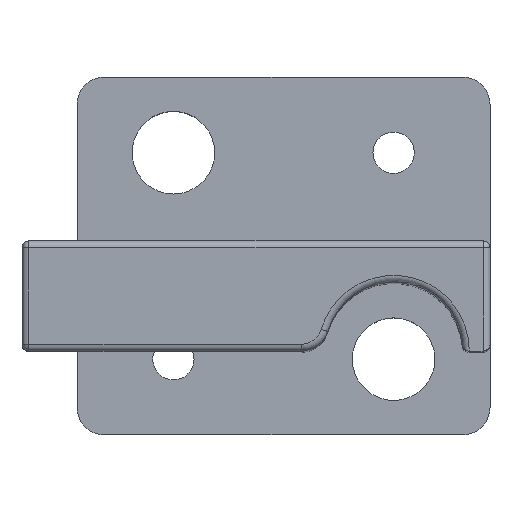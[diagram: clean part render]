
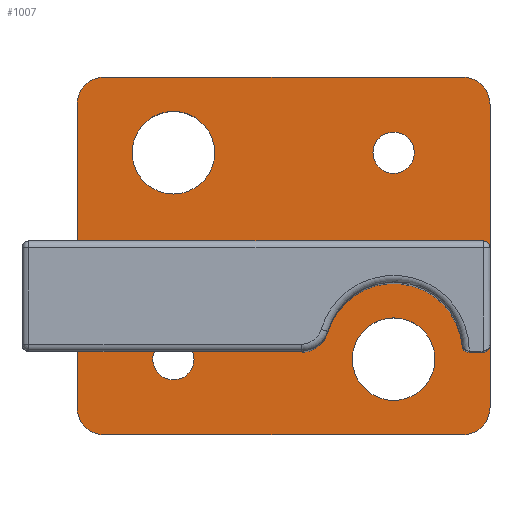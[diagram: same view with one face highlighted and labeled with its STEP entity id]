
A CAD part, top view. The second image highlights one B-rep face of the part: STEP entity #1007.
In plain terms, the highlighted planar face has unit normal (0, 0, 1).
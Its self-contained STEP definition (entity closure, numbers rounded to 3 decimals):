
#28=ELLIPSE('',#1109,0.593,0.5);
#40=FACE_BOUND('',#352,.T.);
#41=FACE_BOUND('',#353,.T.);
#42=FACE_BOUND('',#354,.T.);
#43=FACE_BOUND('',#355,.T.);
#59=PLANE('',#1121);
#70=B_SPLINE_CURVE_WITH_KNOTS('',3,(#1612,#1613,#1614,#1615,#1616,#1617,
#1618,#1619,#1620,#1621),.UNSPECIFIED.,.F.,.F.,(4,2,2,2,4),(0.,
0.,0.023,0.046,0.072),
 .UNSPECIFIED.);
#99=LINE('',#1629,#168);
#120=LINE('',#1715,#189);
#123=LINE('',#1721,#192);
#125=LINE('',#1748,#194);
#127=LINE('',#1751,#196);
#128=LINE('',#1753,#197);
#129=LINE('',#1757,#198);
#130=LINE('',#1761,#199);
#131=LINE('',#1765,#200);
#132=LINE('',#1768,#201);
#168=VECTOR('',#1233,10.);
#189=VECTOR('',#1340,10.);
#192=VECTOR('',#1347,10.);
#194=VECTOR('',#1357,10.);
#196=VECTOR('',#1361,10.);
#197=VECTOR('',#1362,10.);
#198=VECTOR('',#1365,10.);
#199=VECTOR('',#1368,10.);
#200=VECTOR('',#1371,10.);
#201=VECTOR('',#1374,10.);
#288=FACE_OUTER_BOUND('',#351,.T.);
#351=EDGE_LOOP('',(#834,#835,#836,#837,#838,#839,#840,#841,#842,#843,#844,
#845,#846,#847,#848,#849,#850,#851,#852,#853,#854,#855));
#352=EDGE_LOOP('',(#856));
#353=EDGE_LOOP('',(#857));
#354=EDGE_LOOP('',(#858));
#355=EDGE_LOOP('',(#859));
#390=CIRCLE('',#1050,2.);
#398=CIRCLE('',#1063,5.);
#401=CIRCLE('',#1073,0.5);
#402=CIRCLE('',#1075,0.5);
#406=CIRCLE('',#1082,0.5);
#407=CIRCLE('',#1085,0.5);
#419=CIRCLE('',#1122,2.);
#420=CIRCLE('',#1123,2.);
#421=CIRCLE('',#1124,2.);
#422=CIRCLE('',#1125,2.);
#423=CIRCLE('',#1126,3.);
#424=CIRCLE('',#1127,1.5);
#425=CIRCLE('',#1128,1.5);
#426=CIRCLE('',#1129,3.);
#443=VERTEX_POINT('',#1472);
#444=VERTEX_POINT('',#1474);
#458=VERTEX_POINT('',#1529);
#465=VERTEX_POINT('',#1610);
#466=VERTEX_POINT('',#1611);
#468=VERTEX_POINT('',#1627);
#469=VERTEX_POINT('',#1631);
#470=VERTEX_POINT('',#1635);
#471=VERTEX_POINT('',#1637);
#475=VERTEX_POINT('',#1649);
#476=VERTEX_POINT('',#1650);
#478=VERTEX_POINT('',#1657);
#490=VERTEX_POINT('',#1701);
#491=VERTEX_POINT('',#1719);
#497=VERTEX_POINT('',#1752);
#498=VERTEX_POINT('',#1754);
#499=VERTEX_POINT('',#1756);
#500=VERTEX_POINT('',#1758);
#501=VERTEX_POINT('',#1760);
#502=VERTEX_POINT('',#1762);
#503=VERTEX_POINT('',#1764);
#504=VERTEX_POINT('',#1766);
#505=VERTEX_POINT('',#1769);
#506=VERTEX_POINT('',#1771);
#507=VERTEX_POINT('',#1773);
#508=VERTEX_POINT('',#1775);
#533=EDGE_CURVE('',#444,#443,#390,.T.);
#553=EDGE_CURVE('',#458,#444,#398,.T.);
#562=EDGE_CURVE('',#465,#466,#70,.F.);
#567=EDGE_CURVE('',#465,#468,#99,.T.);
#568=EDGE_CURVE('',#458,#469,#401,.F.);
#571=EDGE_CURVE('',#470,#471,#402,.F.);
#577=EDGE_CURVE('',#475,#476,#406,.F.);
#582=EDGE_CURVE('',#478,#443,#407,.F.);
#604=EDGE_CURVE('',#490,#468,#28,.F.);
#611=EDGE_CURVE('',#470,#469,#120,.T.);
#614=EDGE_CURVE('',#478,#491,#123,.T.);
#621=EDGE_CURVE('',#466,#491,#125,.T.);
#623=EDGE_CURVE('',#490,#476,#127,.T.);
#624=EDGE_CURVE('',#475,#497,#128,.T.);
#625=EDGE_CURVE('',#498,#497,#419,.T.);
#626=EDGE_CURVE('',#498,#499,#129,.T.);
#627=EDGE_CURVE('',#500,#499,#420,.T.);
#628=EDGE_CURVE('',#500,#501,#130,.T.);
#629=EDGE_CURVE('',#502,#501,#421,.T.);
#630=EDGE_CURVE('',#502,#503,#131,.T.);
#631=EDGE_CURVE('',#504,#503,#422,.T.);
#632=EDGE_CURVE('',#504,#471,#132,.T.);
#633=EDGE_CURVE('',#505,#505,#423,.T.);
#634=EDGE_CURVE('',#506,#506,#424,.T.);
#635=EDGE_CURVE('',#507,#507,#425,.T.);
#636=EDGE_CURVE('',#508,#508,#426,.T.);
#834=ORIENTED_EDGE('',*,*,#562,.F.);
#835=ORIENTED_EDGE('',*,*,#567,.T.);
#836=ORIENTED_EDGE('',*,*,#604,.F.);
#837=ORIENTED_EDGE('',*,*,#623,.T.);
#838=ORIENTED_EDGE('',*,*,#577,.F.);
#839=ORIENTED_EDGE('',*,*,#624,.T.);
#840=ORIENTED_EDGE('',*,*,#625,.F.);
#841=ORIENTED_EDGE('',*,*,#626,.T.);
#842=ORIENTED_EDGE('',*,*,#627,.F.);
#843=ORIENTED_EDGE('',*,*,#628,.T.);
#844=ORIENTED_EDGE('',*,*,#629,.F.);
#845=ORIENTED_EDGE('',*,*,#630,.T.);
#846=ORIENTED_EDGE('',*,*,#631,.F.);
#847=ORIENTED_EDGE('',*,*,#632,.T.);
#848=ORIENTED_EDGE('',*,*,#571,.F.);
#849=ORIENTED_EDGE('',*,*,#611,.T.);
#850=ORIENTED_EDGE('',*,*,#568,.F.);
#851=ORIENTED_EDGE('',*,*,#553,.T.);
#852=ORIENTED_EDGE('',*,*,#533,.T.);
#853=ORIENTED_EDGE('',*,*,#582,.F.);
#854=ORIENTED_EDGE('',*,*,#614,.T.);
#855=ORIENTED_EDGE('',*,*,#621,.F.);
#856=ORIENTED_EDGE('',*,*,#633,.T.);
#857=ORIENTED_EDGE('',*,*,#634,.T.);
#858=ORIENTED_EDGE('',*,*,#635,.T.);
#859=ORIENTED_EDGE('',*,*,#636,.T.);
#1007=ADVANCED_FACE('',(#288,#40,#41,#42,#43),#59,.T.);
#1050=AXIS2_PLACEMENT_3D('',#1475,#1174,#1175);
#1063=AXIS2_PLACEMENT_3D('',#1530,#1210,#1211);
#1073=AXIS2_PLACEMENT_3D('',#1632,#1236,#1237);
#1075=AXIS2_PLACEMENT_3D('',#1638,#1242,#1243);
#1082=AXIS2_PLACEMENT_3D('',#1651,#1257,#1258);
#1085=AXIS2_PLACEMENT_3D('',#1659,#1266,#1267);
#1109=AXIS2_PLACEMENT_3D('',#1703,#1322,#1323);
#1121=AXIS2_PLACEMENT_3D('',#1750,#1359,#1360);
#1122=AXIS2_PLACEMENT_3D('',#1755,#1363,#1364);
#1123=AXIS2_PLACEMENT_3D('',#1759,#1366,#1367);
#1124=AXIS2_PLACEMENT_3D('',#1763,#1369,#1370);
#1125=AXIS2_PLACEMENT_3D('',#1767,#1372,#1373);
#1126=AXIS2_PLACEMENT_3D('',#1770,#1375,#1376);
#1127=AXIS2_PLACEMENT_3D('',#1772,#1377,#1378);
#1128=AXIS2_PLACEMENT_3D('',#1774,#1379,#1380);
#1129=AXIS2_PLACEMENT_3D('',#1776,#1381,#1382);
#1174=DIRECTION('center_axis',(0.,0.,-1.));
#1175=DIRECTION('ref_axis',(0.598,-0.802,0.));
#1210=DIRECTION('center_axis',(0.,0.,1.));
#1211=DIRECTION('ref_axis',(-1.,0.,0.));
#1233=DIRECTION('',(0.,1.,0.));
#1236=DIRECTION('center_axis',(0.,0.,-1.));
#1237=DIRECTION('ref_axis',(-0.674,-0.739,0.));
#1242=DIRECTION('center_axis',(0.,0.,-1.));
#1243=DIRECTION('ref_axis',(0.707,-0.707,0.));
#1257=DIRECTION('center_axis',(0.,0.,-1.));
#1258=DIRECTION('ref_axis',(0.707,0.707,0.));
#1266=DIRECTION('center_axis',(0.,0.,-1.));
#1267=DIRECTION('ref_axis',(-0.707,-0.707,0.));
#1322=DIRECTION('center_axis',(0.,0.,-1.));
#1323=DIRECTION('ref_axis',(-1.,0.,0.));
#1340=DIRECTION('',(-1.,0.,0.));
#1347=DIRECTION('',(0.,1.,0.));
#1357=DIRECTION('',(1.,0.,0.));
#1359=DIRECTION('center_axis',(0.,0.,1.));
#1360=DIRECTION('ref_axis',(1.,0.,0.));
#1361=DIRECTION('',(1.,0.,0.));
#1362=DIRECTION('',(0.,1.,0.));
#1363=DIRECTION('center_axis',(0.,0.,-1.));
#1364=DIRECTION('ref_axis',(0.707,0.707,0.));
#1365=DIRECTION('',(-1.,0.,0.));
#1366=DIRECTION('center_axis',(0.,0.,-1.));
#1367=DIRECTION('ref_axis',(-0.707,0.707,0.));
#1368=DIRECTION('',(0.,-1.,0.));
#1369=DIRECTION('center_axis',(0.,0.,-1.));
#1370=DIRECTION('ref_axis',(-0.707,-0.707,0.));
#1371=DIRECTION('',(1.,0.,0.));
#1372=DIRECTION('center_axis',(0.,0.,-1.));
#1373=DIRECTION('ref_axis',(0.707,-0.707,0.));
#1374=DIRECTION('',(0.,1.,0.));
#1375=DIRECTION('center_axis',(0.,0.,-1.));
#1376=DIRECTION('ref_axis',(1.,0.,0.));
#1377=DIRECTION('center_axis',(0.,0.,-1.));
#1378=DIRECTION('ref_axis',(1.,0.,0.));
#1379=DIRECTION('center_axis',(0.,0.,-1.));
#1380=DIRECTION('ref_axis',(1.,0.,0.));
#1381=DIRECTION('center_axis',(0.,0.,-1.));
#1382=DIRECTION('ref_axis',(1.,0.,0.));
#1472=CARTESIAN_POINT('',(1.431,-6.995,4.));
#1474=CARTESIAN_POINT('',(3.208,-5.571,4.));
#1475=CARTESIAN_POINT('Origin',(1.292,-5.,4.));
#1529=CARTESIAN_POINT('',(12.979,-6.545,4.));
#1530=CARTESIAN_POINT('Origin',(8.,-7.,4.));
#1610=CARTESIAN_POINT('',(-12.093,-3.861,4.));
#1611=CARTESIAN_POINT('',(-11.819,-4.5,4.));
#1612=CARTESIAN_POINT('Ctrl Pts',(-11.819,-4.5,4.));
#1613=CARTESIAN_POINT('Ctrl Pts',(-11.82,-4.499,4.));
#1614=CARTESIAN_POINT('Ctrl Pts',(-11.821,-4.498,4.));
#1615=CARTESIAN_POINT('Ctrl Pts',(-11.875,-4.444,4.));
#1616=CARTESIAN_POINT('Ctrl Pts',(-11.922,-4.386,4.));
#1617=CARTESIAN_POINT('Ctrl Pts',(-12.002,-4.256,4.));
#1618=CARTESIAN_POINT('Ctrl Pts',(-12.033,-4.186,4.));
#1619=CARTESIAN_POINT('Ctrl Pts',(-12.08,-4.031,4.));
#1620=CARTESIAN_POINT('Ctrl Pts',(-12.093,-3.946,4.));
#1621=CARTESIAN_POINT('Ctrl Pts',(-12.093,-3.861,4.));
#1627=CARTESIAN_POINT('',(-12.093,0.5,4.));
#1629=CARTESIAN_POINT('',(-12.093,-2.,4.));
#1631=CARTESIAN_POINT('',(13.477,-7.,4.));
#1632=CARTESIAN_POINT('Origin',(13.477,-6.5,4.));
#1635=CARTESIAN_POINT('',(14.5,-7.,4.));
#1637=CARTESIAN_POINT('',(15.,-6.5,4.));
#1638=CARTESIAN_POINT('Origin',(14.5,-6.5,4.));
#1649=CARTESIAN_POINT('',(15.,0.5,4.));
#1650=CARTESIAN_POINT('',(14.5,1.,4.));
#1651=CARTESIAN_POINT('Origin',(14.5,0.5,4.));
#1657=CARTESIAN_POINT('',(1.,-6.5,4.));
#1659=CARTESIAN_POINT('Origin',(1.5,-6.5,4.));
#1701=CARTESIAN_POINT('',(-11.5,1.,4.));
#1703=CARTESIAN_POINT('Origin',(-11.5,0.5,4.));
#1715=CARTESIAN_POINT('',(6.5,-7.,4.));
#1719=CARTESIAN_POINT('',(1.,-4.5,4.));
#1721=CARTESIAN_POINT('',(1.,0.5,4.));
#1748=CARTESIAN_POINT('',(3.003,-4.5,4.));
#1750=CARTESIAN_POINT('Origin',(0.,0.,4.));
#1751=CARTESIAN_POINT('',(3.003,1.,4.));
#1752=CARTESIAN_POINT('',(15.,11.,4.));
#1753=CARTESIAN_POINT('',(15.,13.,4.));
#1754=CARTESIAN_POINT('',(13.,13.,4.));
#1755=CARTESIAN_POINT('Origin',(13.,11.,4.));
#1756=CARTESIAN_POINT('',(-13.,13.,4.));
#1757=CARTESIAN_POINT('',(-15.,13.,4.));
#1758=CARTESIAN_POINT('',(-15.,11.,4.));
#1759=CARTESIAN_POINT('Origin',(-13.,11.,4.));
#1760=CARTESIAN_POINT('',(-15.,-11.,4.));
#1761=CARTESIAN_POINT('',(-15.,-13.,4.));
#1762=CARTESIAN_POINT('',(-13.,-13.,4.));
#1763=CARTESIAN_POINT('Origin',(-13.,-11.,4.));
#1764=CARTESIAN_POINT('',(13.,-13.,4.));
#1765=CARTESIAN_POINT('',(15.,-13.,4.));
#1766=CARTESIAN_POINT('',(15.,-11.,4.));
#1767=CARTESIAN_POINT('Origin',(13.,-11.,4.));
#1768=CARTESIAN_POINT('',(15.,13.,4.));
#1769=CARTESIAN_POINT('',(-11.,7.5,4.));
#1770=CARTESIAN_POINT('Origin',(-8.,7.5,4.));
#1771=CARTESIAN_POINT('',(6.5,7.5,4.));
#1772=CARTESIAN_POINT('Origin',(8.,7.5,4.));
#1773=CARTESIAN_POINT('',(-9.5,-7.5,4.));
#1774=CARTESIAN_POINT('Origin',(-8.,-7.5,4.));
#1775=CARTESIAN_POINT('',(5.,-7.5,4.));
#1776=CARTESIAN_POINT('Origin',(8.,-7.5,4.));
